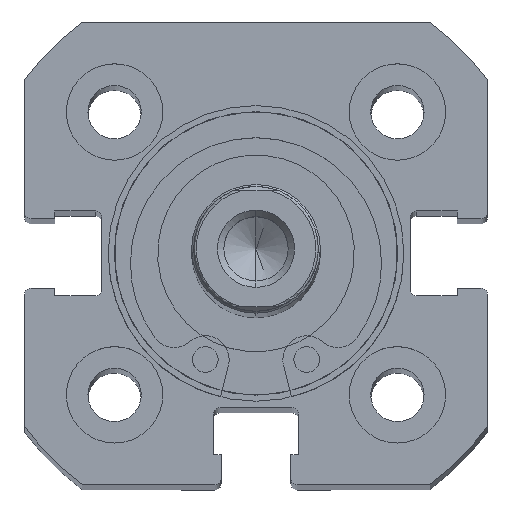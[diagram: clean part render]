
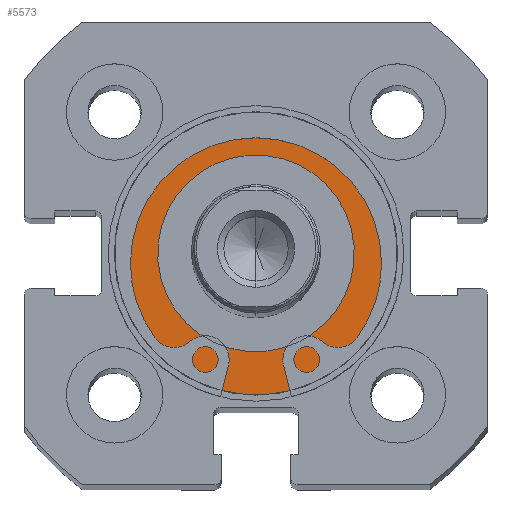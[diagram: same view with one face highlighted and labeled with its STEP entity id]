
A CAD part, top view. The second image highlights one B-rep face of the part: STEP entity #5573.
In plain terms, the highlighted face is planar.
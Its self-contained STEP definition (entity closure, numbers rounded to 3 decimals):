
#1066 = ORIENTED_EDGE ( 'NONE', *, *, #1653, .F. ) ;
#1070 = ORIENTED_EDGE ( 'NONE', *, *, #1791, .F. ) ;
#1099 = ORIENTED_EDGE ( 'NONE', *, *, #1792, .T. ) ;
#1111 = ORIENTED_EDGE ( 'NONE', *, *, #1675, .T. ) ;
#1232 = DIRECTION ( 'NONE',  ( 0., 0., 1. ) ) ;
#1233 = DIRECTION ( 'NONE',  ( -1., 0., 0. ) ) ;
#1234 = DIRECTION ( 'NONE',  ( 0., 0., 1. ) ) ;
#1235 = DIRECTION ( 'NONE',  ( -1., 0., 0. ) ) ;
#1238 = CARTESIAN_POINT ( 'NONE',  ( 2., 0., 0. ) ) ;
#1242 = CARTESIAN_POINT ( 'NONE',  ( 2., 0., 0. ) ) ;
#1653 = EDGE_CURVE ( 'NONE', #5207, #5212, #2973, .T. ) ;
#1675 = EDGE_CURVE ( 'NONE', #5268, #5267, #3004, .T. ) ;
#1791 = EDGE_CURVE ( 'NONE', #5212, #5207, #3151, .T. ) ;
#1792 = EDGE_CURVE ( 'NONE', #5267, #5268, #3152, .T. ) ;
#2104 = AXIS2_PLACEMENT_3D ( 'NONE', #4914, #5358, #5270 ) ;
#2118 = AXIS2_PLACEMENT_3D ( 'NONE', #5308, #5344, #5392 ) ;
#2171 = AXIS2_PLACEMENT_3D ( 'NONE', #1242, #1235, #1234 ) ;
#2172 = AXIS2_PLACEMENT_3D ( 'NONE', #1238, #1233, #1232 ) ;
#2593 = EDGE_LOOP ( 'NONE', ( #1066, #1070 ) ) ;
#2608 = EDGE_LOOP ( 'NONE', ( #1111, #1099 ) ) ;
#2973 = CIRCLE ( 'NONE', #2104, 7.65 ) ;
#3004 = CIRCLE ( 'NONE', #2118, 11. ) ;
#3151 = CIRCLE ( 'NONE', #2171, 7.65 ) ;
#3152 = CIRCLE ( 'NONE', #2172, 11. ) ;
#3971 = CARTESIAN_POINT ( 'NONE',  ( 2., 0., 7.65 ) ) ;
#3975 = CARTESIAN_POINT ( 'NONE',  ( 2., 0., -7.65 ) ) ;
#4001 = CARTESIAN_POINT ( 'NONE',  ( 2., 0., -11. ) ) ;
#4002 = CARTESIAN_POINT ( 'NONE',  ( 2., 0., 11. ) ) ;
#4654 = CARTESIAN_POINT ( 'NONE',  ( 2., 11., 0. ) ) ;
#4655 = PLANE ( 'NONE',  #6118 ) ;
#4656 = DIRECTION ( 'NONE',  ( 1., 0., 0. ) ) ;
#4657 = DIRECTION ( 'NONE',  ( 0., 0., -1. ) ) ;
#4914 = CARTESIAN_POINT ( 'NONE',  ( 2., 0., 0. ) ) ;
#5207 = VERTEX_POINT ( 'NONE', #3971 ) ;
#5212 = VERTEX_POINT ( 'NONE', #3975 ) ;
#5267 = VERTEX_POINT ( 'NONE', #4001 ) ;
#5268 = VERTEX_POINT ( 'NONE', #4002 ) ;
#5270 = DIRECTION ( 'NONE',  ( 0., 0., 1. ) ) ;
#5308 = CARTESIAN_POINT ( 'NONE',  ( 2., 0., 0. ) ) ;
#5344 = DIRECTION ( 'NONE',  ( -1., 0., 0. ) ) ;
#5358 = DIRECTION ( 'NONE',  ( -1., 0., 0. ) ) ;
#5392 = DIRECTION ( 'NONE',  ( 0., 0., 1. ) ) ;
#5573 = ADVANCED_FACE ( 'NONE', ( #5969, #5980 ), #4655, .F. ) ;
#5969 = FACE_BOUND ( 'NONE', #2593, .T. ) ;
#5980 = FACE_OUTER_BOUND ( 'NONE', #2608, .T. ) ;
#6118 = AXIS2_PLACEMENT_3D ( 'NONE', #4654, #4656, #4657 ) ;
